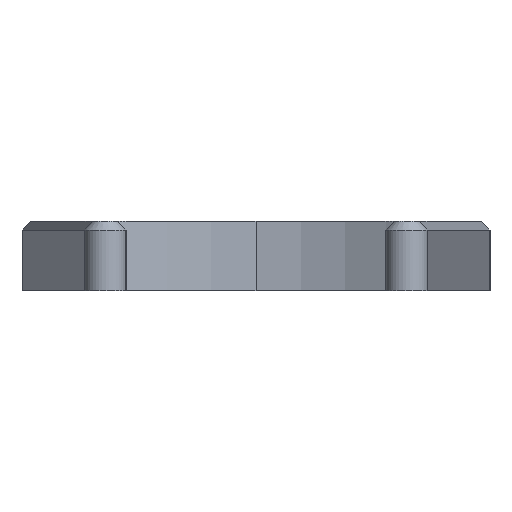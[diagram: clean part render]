
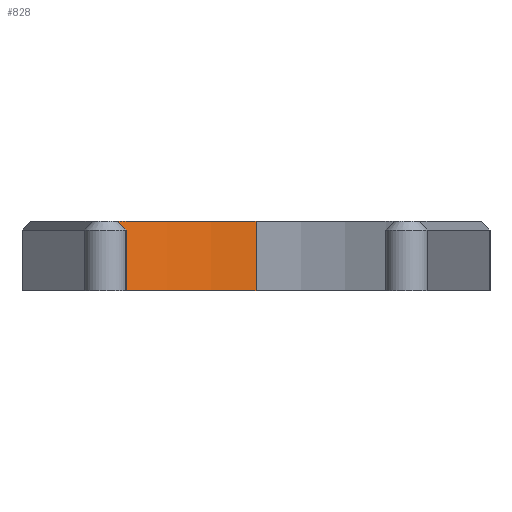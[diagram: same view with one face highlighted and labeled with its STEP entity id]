
A CAD part, left-side view. The second image highlights one B-rep face of the part: STEP entity #828.
In plain terms, the highlighted cylindrical face has radius 15.062 mm (diameter 30.125 mm), a partial arc.
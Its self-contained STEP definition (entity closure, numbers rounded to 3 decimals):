
#101 = PLANE('',#102);
#102 = AXIS2_PLACEMENT_3D('',#103,#104,#105);
#103 = CARTESIAN_POINT('',(-120.,7.5,0.));
#104 = DIRECTION('',(0.,1.,0.));
#105 = DIRECTION('',(1.,0.,0.));
#128 = PLANE('',#129);
#129 = AXIS2_PLACEMENT_3D('',#130,#131,#132);
#130 = CARTESIAN_POINT('',(-49.857,9.474,0.));
#131 = DIRECTION('',(0.,0.,1.));
#132 = DIRECTION('',(1.,0.,0.));
#264 = PLANE('',#265);
#265 = AXIS2_PLACEMENT_3D('',#266,#267,#268);
#266 = CARTESIAN_POINT('',(-120.,7.75,3.75));
#267 = DIRECTION('',(0.,0.707,-0.707));
#268 = DIRECTION('',(-1.,-0.,-0.));
#291 = PLANE('',#292);
#292 = AXIS2_PLACEMENT_3D('',#293,#294,#295);
#293 = CARTESIAN_POINT('',(-49.857,9.474,4.));
#294 = DIRECTION('',(0.,0.,1.));
#295 = DIRECTION('',(1.,0.,0.));
#308 = VERTEX_POINT('',#309);
#309 = CARTESIAN_POINT('',(0.,7.5,0.));
#330 = EDGE_CURVE('',#331,#308,#333,.T.);
#331 = VERTEX_POINT('',#332);
#332 = CARTESIAN_POINT('',(2.,0.,0.));
#333 = SURFACE_CURVE('',#334,(#339,#346),.PCURVE_S1.);
#334 = CIRCLE('',#335,15.063);
#335 = AXIS2_PLACEMENT_3D('',#336,#337,#338);
#336 = CARTESIAN_POINT('',(-13.063,0.,0.));
#337 = DIRECTION('',(0.,0.,1.));
#338 = DIRECTION('',(1.,0.,0.));
#339 = PCURVE('',#128,#340);
#340 = DEFINITIONAL_REPRESENTATION('',(#341),#345);
#341 = CIRCLE('',#342,15.063);
#342 = AXIS2_PLACEMENT_2D('',#343,#344);
#343 = CARTESIAN_POINT('',(36.795,-9.474));
#344 = DIRECTION('',(1.,0.));
#345 = ( GEOMETRIC_REPRESENTATION_CONTEXT(2) 
PARAMETRIC_REPRESENTATION_CONTEXT() REPRESENTATION_CONTEXT('2D SPACE',''
  ) );
#346 = PCURVE('',#347,#352);
#347 = CYLINDRICAL_SURFACE('',#348,15.063);
#348 = AXIS2_PLACEMENT_3D('',#349,#350,#351);
#349 = CARTESIAN_POINT('',(-13.063,0.,0.));
#350 = DIRECTION('',(-0.,-0.,-1.));
#351 = DIRECTION('',(1.,0.,0.));
#352 = DEFINITIONAL_REPRESENTATION('',(#353),#357);
#353 = LINE('',#354,#355);
#354 = CARTESIAN_POINT('',(-0.,0.));
#355 = VECTOR('',#356,1.);
#356 = DIRECTION('',(-1.,0.));
#357 = ( GEOMETRIC_REPRESENTATION_CONTEXT(2) 
PARAMETRIC_REPRESENTATION_CONTEXT() REPRESENTATION_CONTEXT('2D SPACE',''
  ) );
#471 = VERTEX_POINT('',#472);
#472 = CARTESIAN_POINT('',(0.,7.5,3.5));
#493 = EDGE_CURVE('',#308,#471,#494,.T.);
#494 = SURFACE_CURVE('',#495,(#499,#506),.PCURVE_S1.);
#495 = LINE('',#496,#497);
#496 = CARTESIAN_POINT('',(0.,7.5,0.));
#497 = VECTOR('',#498,1.);
#498 = DIRECTION('',(0.,0.,1.));
#499 = PCURVE('',#101,#500);
#500 = DEFINITIONAL_REPRESENTATION('',(#501),#505);
#501 = LINE('',#502,#503);
#502 = CARTESIAN_POINT('',(120.,0.));
#503 = VECTOR('',#504,1.);
#504 = DIRECTION('',(0.,-1.));
#505 = ( GEOMETRIC_REPRESENTATION_CONTEXT(2) 
PARAMETRIC_REPRESENTATION_CONTEXT() REPRESENTATION_CONTEXT('2D SPACE',''
  ) );
#506 = PCURVE('',#347,#507);
#507 = DEFINITIONAL_REPRESENTATION('',(#508),#512);
#508 = LINE('',#509,#510);
#509 = CARTESIAN_POINT('',(-0.521,0.));
#510 = VECTOR('',#511,1.);
#511 = DIRECTION('',(-0.,-1.));
#512 = ( GEOMETRIC_REPRESENTATION_CONTEXT(2) 
PARAMETRIC_REPRESENTATION_CONTEXT() REPRESENTATION_CONTEXT('2D SPACE',''
  ) );
#698 = VERTEX_POINT('',#699);
#699 = CARTESIAN_POINT('',(-0.3,8.,4.));
#720 = EDGE_CURVE('',#721,#698,#723,.T.);
#721 = VERTEX_POINT('',#722);
#722 = CARTESIAN_POINT('',(0.,7.5,4.));
#723 = SURFACE_CURVE('',#724,(#729,#736),.PCURVE_S1.);
#724 = CIRCLE('',#725,15.063);
#725 = AXIS2_PLACEMENT_3D('',#726,#727,#728);
#726 = CARTESIAN_POINT('',(-13.063,0.,4.));
#727 = DIRECTION('',(0.,-0.,1.));
#728 = DIRECTION('',(0.,1.,0.));
#729 = PCURVE('',#291,#730);
#730 = DEFINITIONAL_REPRESENTATION('',(#731),#735);
#731 = CIRCLE('',#732,15.063);
#732 = AXIS2_PLACEMENT_2D('',#733,#734);
#733 = CARTESIAN_POINT('',(36.795,-9.474));
#734 = DIRECTION('',(0.,1.));
#735 = ( GEOMETRIC_REPRESENTATION_CONTEXT(2) 
PARAMETRIC_REPRESENTATION_CONTEXT() REPRESENTATION_CONTEXT('2D SPACE',''
  ) );
#736 = PCURVE('',#347,#737);
#737 = DEFINITIONAL_REPRESENTATION('',(#738),#742);
#738 = LINE('',#739,#740);
#739 = CARTESIAN_POINT('',(4.712,-4.));
#740 = VECTOR('',#741,1.);
#741 = DIRECTION('',(-1.,0.));
#742 = ( GEOMETRIC_REPRESENTATION_CONTEXT(2) 
PARAMETRIC_REPRESENTATION_CONTEXT() REPRESENTATION_CONTEXT('2D SPACE',''
  ) );
#744 = EDGE_CURVE('',#745,#721,#747,.T.);
#745 = VERTEX_POINT('',#746);
#746 = CARTESIAN_POINT('',(2.,0.,4.));
#747 = SURFACE_CURVE('',#748,(#753,#760),.PCURVE_S1.);
#748 = CIRCLE('',#749,15.063);
#749 = AXIS2_PLACEMENT_3D('',#750,#751,#752);
#750 = CARTESIAN_POINT('',(-13.063,0.,4.));
#751 = DIRECTION('',(0.,0.,1.));
#752 = DIRECTION('',(1.,0.,0.));
#753 = PCURVE('',#291,#754);
#754 = DEFINITIONAL_REPRESENTATION('',(#755),#759);
#755 = CIRCLE('',#756,15.063);
#756 = AXIS2_PLACEMENT_2D('',#757,#758);
#757 = CARTESIAN_POINT('',(36.795,-9.474));
#758 = DIRECTION('',(1.,0.));
#759 = ( GEOMETRIC_REPRESENTATION_CONTEXT(2) 
PARAMETRIC_REPRESENTATION_CONTEXT() REPRESENTATION_CONTEXT('2D SPACE',''
  ) );
#760 = PCURVE('',#347,#761);
#761 = DEFINITIONAL_REPRESENTATION('',(#762),#766);
#762 = LINE('',#763,#764);
#763 = CARTESIAN_POINT('',(-0.,-4.));
#764 = VECTOR('',#765,1.);
#765 = DIRECTION('',(-1.,0.));
#766 = ( GEOMETRIC_REPRESENTATION_CONTEXT(2) 
PARAMETRIC_REPRESENTATION_CONTEXT() REPRESENTATION_CONTEXT('2D SPACE',''
  ) );
#799 = EDGE_CURVE('',#471,#698,#800,.T.);
#800 = SURFACE_CURVE('',#801,(#806,#817),.PCURVE_S1.);
#801 = ELLIPSE('',#802,21.302,15.063);
#802 = AXIS2_PLACEMENT_3D('',#803,#804,#805);
#803 = CARTESIAN_POINT('',(-13.063,0.,-4.));
#804 = DIRECTION('',(0.,-0.707,0.707));
#805 = DIRECTION('',(0.,-0.707,-0.707));
#806 = PCURVE('',#264,#807);
#807 = DEFINITIONAL_REPRESENTATION('',(#808),#816);
#808 = ( BOUNDED_CURVE() B_SPLINE_CURVE(2,(#809,#810,#811,#812,#813,#814
,#815),.UNSPECIFIED.,.T.,.F.) B_SPLINE_CURVE_WITH_KNOTS((1,2,2,2,2,1),(
    -2.094,0.,2.094,4.189,6.283,
8.378),.UNSPECIFIED.) CURVE() GEOMETRIC_REPRESENTATION_ITEM() 
RATIONAL_B_SPLINE_CURVE((1.,0.5,1.,0.5,1.,0.5,1.)) REPRESENTATION_ITEM(
  '') );
#809 = CARTESIAN_POINT('',(-106.938,-32.262));
#810 = CARTESIAN_POINT('',(-133.027,-32.262));
#811 = CARTESIAN_POINT('',(-119.982,-0.309));
#812 = CARTESIAN_POINT('',(-106.938,31.643));
#813 = CARTESIAN_POINT('',(-93.893,-0.309));
#814 = CARTESIAN_POINT('',(-80.848,-32.262));
#815 = CARTESIAN_POINT('',(-106.938,-32.262));
#816 = ( GEOMETRIC_REPRESENTATION_CONTEXT(2) 
PARAMETRIC_REPRESENTATION_CONTEXT() REPRESENTATION_CONTEXT('2D SPACE',''
  ) );
#817 = PCURVE('',#347,#818);
#818 = DEFINITIONAL_REPRESENTATION('',(#819),#826);
#819 = B_SPLINE_CURVE_WITH_KNOTS('',5,(#820,#821,#822,#823,#824,#825),
  .UNSPECIFIED.,.F.,.F.,(6,6),(2.092,2.131),
  .PIECEWISE_BEZIER_KNOTS.);
#820 = CARTESIAN_POINT('',(-0.521,-3.5));
#821 = CARTESIAN_POINT('',(-0.529,-3.601));
#822 = CARTESIAN_POINT('',(-0.537,-3.702));
#823 = CARTESIAN_POINT('',(-0.544,-3.802));
#824 = CARTESIAN_POINT('',(-0.552,-3.901));
#825 = CARTESIAN_POINT('',(-0.56,-4.));
#826 = ( GEOMETRIC_REPRESENTATION_CONTEXT(2) 
PARAMETRIC_REPRESENTATION_CONTEXT() REPRESENTATION_CONTEXT('2D SPACE',''
  ) );
#828 = ADVANCED_FACE('',(#829),#347,.F.);
#829 = FACE_BOUND('',#830,.T.);
#830 = EDGE_LOOP('',(#831,#832,#833,#859,#860,#861));
#831 = ORIENTED_EDGE('',*,*,#493,.F.);
#832 = ORIENTED_EDGE('',*,*,#330,.F.);
#833 = ORIENTED_EDGE('',*,*,#834,.T.);
#834 = EDGE_CURVE('',#331,#745,#835,.T.);
#835 = SURFACE_CURVE('',#836,(#840,#847),.PCURVE_S1.);
#836 = LINE('',#837,#838);
#837 = CARTESIAN_POINT('',(2.,0.,0.));
#838 = VECTOR('',#839,1.);
#839 = DIRECTION('',(0.,0.,1.));
#840 = PCURVE('',#347,#841);
#841 = DEFINITIONAL_REPRESENTATION('',(#842),#846);
#842 = LINE('',#843,#844);
#843 = CARTESIAN_POINT('',(0.,0.));
#844 = VECTOR('',#845,1.);
#845 = DIRECTION('',(-0.,-1.));
#846 = ( GEOMETRIC_REPRESENTATION_CONTEXT(2) 
PARAMETRIC_REPRESENTATION_CONTEXT() REPRESENTATION_CONTEXT('2D SPACE',''
  ) );
#847 = PCURVE('',#848,#853);
#848 = CYLINDRICAL_SURFACE('',#849,15.063);
#849 = AXIS2_PLACEMENT_3D('',#850,#851,#852);
#850 = CARTESIAN_POINT('',(-13.063,0.,0.));
#851 = DIRECTION('',(0.,0.,-1.));
#852 = DIRECTION('',(1.,0.,0.));
#853 = DEFINITIONAL_REPRESENTATION('',(#854),#858);
#854 = LINE('',#855,#856);
#855 = CARTESIAN_POINT('',(0.,0.));
#856 = VECTOR('',#857,1.);
#857 = DIRECTION('',(0.,-1.));
#858 = ( GEOMETRIC_REPRESENTATION_CONTEXT(2) 
PARAMETRIC_REPRESENTATION_CONTEXT() REPRESENTATION_CONTEXT('2D SPACE',''
  ) );
#859 = ORIENTED_EDGE('',*,*,#744,.T.);
#860 = ORIENTED_EDGE('',*,*,#720,.T.);
#861 = ORIENTED_EDGE('',*,*,#799,.F.);
